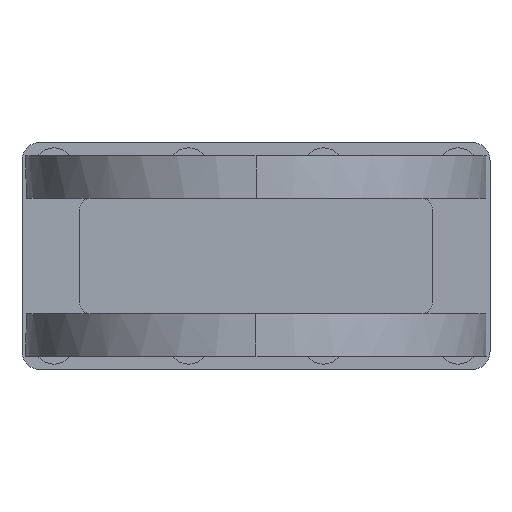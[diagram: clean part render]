
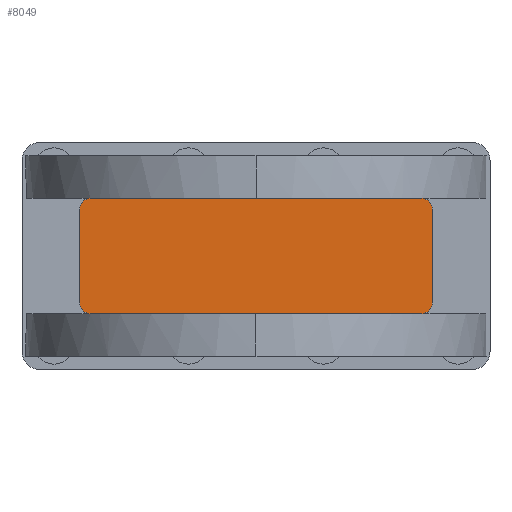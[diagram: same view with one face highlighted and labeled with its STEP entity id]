
A CAD part, front view. The second image highlights one B-rep face of the part: STEP entity #8049.
In plain terms, the highlighted planar face has unit normal (0, -1, 0).
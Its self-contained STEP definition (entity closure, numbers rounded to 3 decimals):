
#136 = VERTEX_POINT ( 'NONE', #5367 ) ;
#279 = CARTESIAN_POINT ( 'NONE',  ( 0., -52.5, -16.25 ) ) ;
#502 = VECTOR ( 'NONE', #3879, 1000. ) ;
#714 = LINE ( 'NONE', #5033, #8707 ) ;
#801 = DIRECTION ( 'NONE',  ( -1., 0., 0. ) ) ;
#1052 = AXIS2_PLACEMENT_3D ( 'NONE', #6670, #5854, #9628 ) ;
#1150 = DIRECTION ( 'NONE',  ( 1., 0., 0. ) ) ;
#1200 = AXIS2_PLACEMENT_3D ( 'NONE', #6488, #2644, #1866 ) ;
#1230 = CARTESIAN_POINT ( 'NONE',  ( -46.75, -52.5, -13.25 ) ) ;
#1289 = DIRECTION ( 'NONE',  ( 0., 0., 1. ) ) ;
#1302 = VERTEX_POINT ( 'NONE', #9506 ) ;
#1547 = ORIENTED_EDGE ( 'NONE', *, *, #7563, .F. ) ;
#1557 = LINE ( 'NONE', #3224, #9049 ) ;
#1584 = EDGE_CURVE ( 'NONE', #1802, #3520, #6107, .T. ) ;
#1589 = CIRCLE ( 'NONE', #1052, 3. ) ;
#1685 = DIRECTION ( 'NONE',  ( 0., 0., 1. ) ) ;
#1740 = EDGE_CURVE ( 'NONE', #6958, #5314, #5385, .T. ) ;
#1759 = CARTESIAN_POINT ( 'NONE',  ( 46.75, -52.5, 13.25 ) ) ;
#1802 = VERTEX_POINT ( 'NONE', #9577 ) ;
#1866 = DIRECTION ( 'NONE',  ( 0., 0., 1. ) ) ;
#2150 = VERTEX_POINT ( 'NONE', #8592 ) ;
#2421 = CARTESIAN_POINT ( 'NONE',  ( 38.324, -52.5, -16.25 ) ) ;
#2511 = DIRECTION ( 'NONE',  ( 0., 1., 0. ) ) ;
#2644 = DIRECTION ( 'NONE',  ( 0., 1., 0. ) ) ;
#2722 = ORIENTED_EDGE ( 'NONE', *, *, #1584, .F. ) ;
#2858 = VERTEX_POINT ( 'NONE', #5779 ) ;
#2860 = VERTEX_POINT ( 'NONE', #5110 ) ;
#3038 = ORIENTED_EDGE ( 'NONE', *, *, #7149, .F. ) ;
#3089 = ORIENTED_EDGE ( 'NONE', *, *, #5966, .F. ) ;
#3144 = DIRECTION ( 'NONE',  ( 0., 0., 1. ) ) ;
#3224 = CARTESIAN_POINT ( 'NONE',  ( 0., -52.5, -16.25 ) ) ;
#3273 = LINE ( 'NONE', #3633, #9930 ) ;
#3387 = EDGE_CURVE ( 'NONE', #2860, #6958, #8879, .T. ) ;
#3440 = ORIENTED_EDGE ( 'NONE', *, *, #3479, .F. ) ;
#3479 = EDGE_CURVE ( 'NONE', #136, #2150, #7654, .T. ) ;
#3520 = VERTEX_POINT ( 'NONE', #4701 ) ;
#3633 = CARTESIAN_POINT ( 'NONE',  ( -45.962, -52.5, 16.25 ) ) ;
#3655 = CARTESIAN_POINT ( 'NONE',  ( 49.75, -52.5, 0. ) ) ;
#3768 = CIRCLE ( 'NONE', #4493, 3. ) ;
#3879 = DIRECTION ( 'NONE',  ( 1., 0., 0. ) ) ;
#4083 = CARTESIAN_POINT ( 'NONE',  ( 46.75, -52.5, -16.25 ) ) ;
#4250 = DIRECTION ( 'NONE',  ( -1., 0., 0. ) ) ;
#4435 = EDGE_CURVE ( 'NONE', #2858, #8547, #6682, .T. ) ;
#4493 = AXIS2_PLACEMENT_3D ( 'NONE', #1230, #5146, #1289 ) ;
#4540 = CARTESIAN_POINT ( 'NONE',  ( 46.75, -52.5, -13.25 ) ) ;
#4568 = EDGE_CURVE ( 'NONE', #9151, #9938, #3273, .T. ) ;
#4701 = CARTESIAN_POINT ( 'NONE',  ( 49.75, -52.5, 13.25 ) ) ;
#4770 = CARTESIAN_POINT ( 'NONE',  ( 38.324, -52.5, 16.25 ) ) ;
#5033 = CARTESIAN_POINT ( 'NONE',  ( -49.75, -52.5, 16.25 ) ) ;
#5110 = CARTESIAN_POINT ( 'NONE',  ( 49.75, -52.5, -13.25 ) ) ;
#5146 = DIRECTION ( 'NONE',  ( 0., 1., 0. ) ) ;
#5230 = LINE ( 'NONE', #3655, #5465 ) ;
#5290 = CARTESIAN_POINT ( 'NONE',  ( -38.324, -52.5, 16.25 ) ) ;
#5314 = VERTEX_POINT ( 'NONE', #2421 ) ;
#5324 = ORIENTED_EDGE ( 'NONE', *, *, #7520, .F. ) ;
#5367 = CARTESIAN_POINT ( 'NONE',  ( -49.75, -52.5, -13.25 ) ) ;
#5385 = LINE ( 'NONE', #7310, #7801 ) ;
#5465 = VECTOR ( 'NONE', #6703, 1000. ) ;
#5678 = DIRECTION ( 'NONE',  ( -1., 0., 0. ) ) ;
#5711 = PLANE ( 'NONE',  #1200 ) ;
#5763 = CARTESIAN_POINT ( 'NONE',  ( -46.75, -52.5, -16.25 ) ) ;
#5779 = CARTESIAN_POINT ( 'NONE',  ( -38.324, -52.5, -16.25 ) ) ;
#5854 = DIRECTION ( 'NONE',  ( 0., 1., 0. ) ) ;
#5943 = DIRECTION ( 'NONE',  ( 1., 0., 0. ) ) ;
#5966 = EDGE_CURVE ( 'NONE', #9938, #1802, #714, .T. ) ;
#5970 = CARTESIAN_POINT ( 'NONE',  ( -49.75, -52.5, 0. ) ) ;
#5987 = CARTESIAN_POINT ( 'NONE',  ( -49.75, -52.5, 16.25 ) ) ;
#6067 = DIRECTION ( 'NONE',  ( 0., 1., 0. ) ) ;
#6104 = ORIENTED_EDGE ( 'NONE', *, *, #8931, .F. ) ;
#6107 = CIRCLE ( 'NONE', #6126, 3. ) ;
#6126 = AXIS2_PLACEMENT_3D ( 'NONE', #1759, #2511, #1685 ) ;
#6193 = VECTOR ( 'NONE', #5678, 1000. ) ;
#6488 = CARTESIAN_POINT ( 'NONE',  ( 0., -52.5, 0. ) ) ;
#6670 = CARTESIAN_POINT ( 'NONE',  ( -46.75, -52.5, 13.25 ) ) ;
#6673 = ORIENTED_EDGE ( 'NONE', *, *, #4568, .F. ) ;
#6682 = LINE ( 'NONE', #279, #6193 ) ;
#6703 = DIRECTION ( 'NONE',  ( 0., 0., -1. ) ) ;
#6936 = VECTOR ( 'NONE', #3144, 1000. ) ;
#6958 = VERTEX_POINT ( 'NONE', #4083 ) ;
#7149 = EDGE_CURVE ( 'NONE', #3520, #2860, #5230, .T. ) ;
#7310 = CARTESIAN_POINT ( 'NONE',  ( 0., -52.5, -16.25 ) ) ;
#7520 = EDGE_CURVE ( 'NONE', #2150, #1302, #1589, .T. ) ;
#7563 = EDGE_CURVE ( 'NONE', #8547, #136, #3768, .T. ) ;
#7654 = LINE ( 'NONE', #5970, #6936 ) ;
#7700 = EDGE_CURVE ( 'NONE', #1302, #9151, #8604, .T. ) ;
#7800 = ORIENTED_EDGE ( 'NONE', *, *, #7700, .F. ) ;
#7801 = VECTOR ( 'NONE', #4250, 1000. ) ;
#8049 = ADVANCED_FACE ( 'NONE', ( #8234 ), #5711, .F. ) ;
#8234 = FACE_OUTER_BOUND ( 'NONE', #9381, .T. ) ;
#8319 = DIRECTION ( 'NONE',  ( 0., 0., 1. ) ) ;
#8547 = VERTEX_POINT ( 'NONE', #5763 ) ;
#8592 = CARTESIAN_POINT ( 'NONE',  ( -49.75, -52.5, 13.25 ) ) ;
#8604 = LINE ( 'NONE', #5987, #502 ) ;
#8707 = VECTOR ( 'NONE', #1150, 1000. ) ;
#8836 = ORIENTED_EDGE ( 'NONE', *, *, #4435, .F. ) ;
#8866 = ORIENTED_EDGE ( 'NONE', *, *, #1740, .F. ) ;
#8879 = CIRCLE ( 'NONE', #9284, 3. ) ;
#8931 = EDGE_CURVE ( 'NONE', #5314, #2858, #1557, .T. ) ;
#9049 = VECTOR ( 'NONE', #801, 1000. ) ;
#9151 = VERTEX_POINT ( 'NONE', #5290 ) ;
#9284 = AXIS2_PLACEMENT_3D ( 'NONE', #4540, #6067, #8319 ) ;
#9381 = EDGE_LOOP ( 'NONE', ( #8836, #6104, #8866, #9431, #3038, #2722, #3089, #6673, #7800, #5324, #3440, #1547 ) ) ;
#9431 = ORIENTED_EDGE ( 'NONE', *, *, #3387, .F. ) ;
#9506 = CARTESIAN_POINT ( 'NONE',  ( -46.75, -52.5, 16.25 ) ) ;
#9577 = CARTESIAN_POINT ( 'NONE',  ( 46.75, -52.5, 16.25 ) ) ;
#9628 = DIRECTION ( 'NONE',  ( 0., 0., 1. ) ) ;
#9930 = VECTOR ( 'NONE', #5943, 1000. ) ;
#9938 = VERTEX_POINT ( 'NONE', #4770 ) ;
